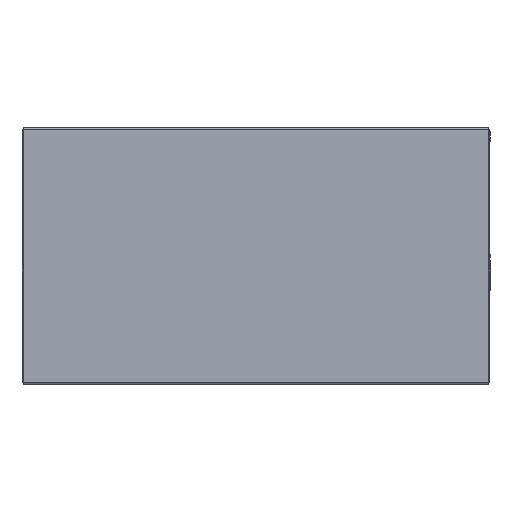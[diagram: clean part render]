
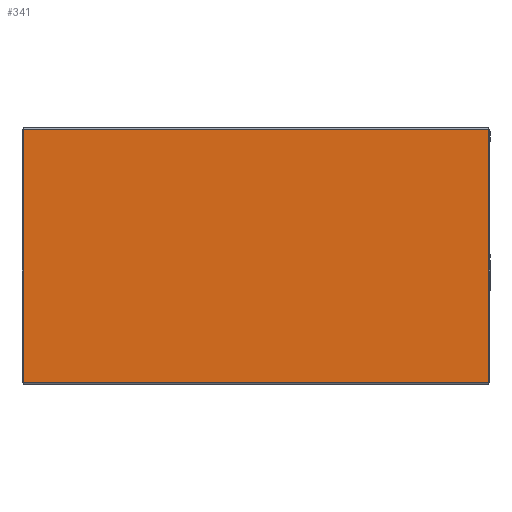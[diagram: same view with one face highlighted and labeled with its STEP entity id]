
A CAD part, top view. The second image highlights one B-rep face of the part: STEP entity #341.
In plain terms, the highlighted planar face has unit normal (0, 0, 1).
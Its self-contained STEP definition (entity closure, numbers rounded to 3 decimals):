
#12 = FACE_OUTER_BOUND ( 'NONE', #1582, .T. ) ;
#41 = VECTOR ( 'NONE', #1023, 1000. ) ;
#66 = VECTOR ( 'NONE', #262, 1000. ) ;
#94 = LINE ( 'NONE', #104, #66 ) ;
#104 = CARTESIAN_POINT ( 'NONE',  ( 450.5, -245.5, 0. ) ) ;
#128 = CARTESIAN_POINT ( 'NONE',  ( -450.5, 245.5, 0. ) ) ;
#169 = ORIENTED_EDGE ( 'NONE', *, *, #1970, .T. ) ;
#196 = ORIENTED_EDGE ( 'NONE', *, *, #1713, .T. ) ;
#262 = DIRECTION ( 'NONE',  ( 1., 0., 0. ) ) ;
#299 = AXIS2_PLACEMENT_3D ( 'NONE', #1555, #548, #1272 ) ;
#341 = ADVANCED_FACE ( 'NONE', ( #12 ), #1400, .T. ) ;
#391 = VERTEX_POINT ( 'NONE', #128 ) ;
#413 = ORIENTED_EDGE ( 'NONE', *, *, #1511, .T. ) ;
#425 = CARTESIAN_POINT ( 'NONE',  ( 450.5, -245.5, 0. ) ) ;
#520 = CARTESIAN_POINT ( 'NONE',  ( -450.5, -245.5, 0. ) ) ;
#548 = DIRECTION ( 'NONE',  ( 0., 0., 1. ) ) ;
#589 = DIRECTION ( 'NONE',  ( 0., 1., 0. ) ) ;
#713 = VERTEX_POINT ( 'NONE', #1146 ) ;
#746 = ORIENTED_EDGE ( 'NONE', *, *, #1342, .T. ) ;
#928 = LINE ( 'NONE', #1704, #1637 ) ;
#952 = VECTOR ( 'NONE', #589, 1000. ) ;
#1023 = DIRECTION ( 'NONE',  ( 0., -1., 0. ) ) ;
#1087 = DIRECTION ( 'NONE',  ( -1., 0., 0. ) ) ;
#1146 = CARTESIAN_POINT ( 'NONE',  ( 450.5, 245.5, 0. ) ) ;
#1272 = DIRECTION ( 'NONE',  ( 1., 0., 0. ) ) ;
#1275 = CARTESIAN_POINT ( 'NONE',  ( 450.5, -245.5, 0. ) ) ;
#1342 = EDGE_CURVE ( 'NONE', #713, #391, #928, .T. ) ;
#1400 = PLANE ( 'NONE',  #299 ) ;
#1428 = LINE ( 'NONE', #520, #41 ) ;
#1511 = EDGE_CURVE ( 'NONE', #391, #2035, #1428, .T. ) ;
#1555 = CARTESIAN_POINT ( 'NONE',  ( 0., 0., 0. ) ) ;
#1582 = EDGE_LOOP ( 'NONE', ( #413, #196, #169, #746 ) ) ;
#1637 = VECTOR ( 'NONE', #1087, 1000. ) ;
#1704 = CARTESIAN_POINT ( 'NONE',  ( 450.5, 245.5, 0. ) ) ;
#1713 = EDGE_CURVE ( 'NONE', #2035, #1987, #94, .T. ) ;
#1931 = CARTESIAN_POINT ( 'NONE',  ( -450.5, -245.5, 0. ) ) ;
#1933 = LINE ( 'NONE', #1275, #952 ) ;
#1970 = EDGE_CURVE ( 'NONE', #1987, #713, #1933, .T. ) ;
#1987 = VERTEX_POINT ( 'NONE', #425 ) ;
#2035 = VERTEX_POINT ( 'NONE', #1931 ) ;
